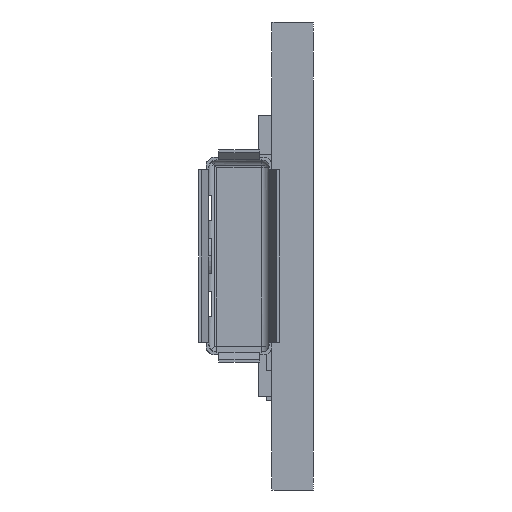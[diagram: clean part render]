
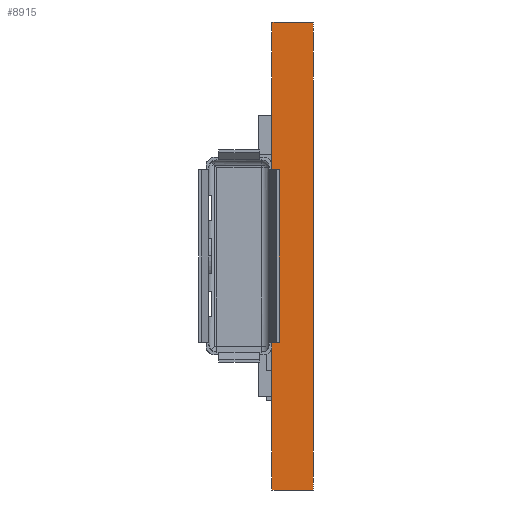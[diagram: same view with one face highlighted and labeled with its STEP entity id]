
A CAD part, left-side view. The second image highlights one B-rep face of the part: STEP entity #8915.
In plain terms, the highlighted planar face has unit normal (-1, 0, 0).
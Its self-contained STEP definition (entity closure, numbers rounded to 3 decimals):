
#830 = CARTESIAN_POINT ( 'NONE',  ( -17.78, -0.785, -8.89 ) ) ;
#983 = VECTOR ( 'NONE', #9858, 1000. ) ;
#1387 = LINE ( 'NONE', #5726, #6155 ) ;
#2285 = LINE ( 'NONE', #6348, #10079 ) ;
#2551 = EDGE_CURVE ( 'NONE', #11382, #15246, #13820, .T. ) ;
#2574 = VERTEX_POINT ( 'NONE', #5974 ) ;
#2894 = EDGE_CURVE ( 'NONE', #2574, #15246, #1387, .T. ) ;
#3888 = CARTESIAN_POINT ( 'NONE',  ( -17.78, 0.785, -8.89 ) ) ;
#4452 = DIRECTION ( 'NONE',  ( 0., -1., 0. ) ) ;
#5726 = CARTESIAN_POINT ( 'NONE',  ( -17.78, 0.785, 8.89 ) ) ;
#5757 = ORIENTED_EDGE ( 'NONE', *, *, #16550, .F. ) ;
#5974 = CARTESIAN_POINT ( 'NONE',  ( -17.78, 0.785, 8.89 ) ) ;
#6155 = VECTOR ( 'NONE', #4452, 1000. ) ;
#6348 = CARTESIAN_POINT ( 'NONE',  ( -17.78, 0.785, -8.89 ) ) ;
#7320 = DIRECTION ( 'NONE',  ( 1., 0., 0. ) ) ;
#7497 = DIRECTION ( 'NONE',  ( 0., 0., 1. ) ) ;
#7807 = ORIENTED_EDGE ( 'NONE', *, *, #15421, .T. ) ;
#8555 = PLANE ( 'NONE',  #13066 ) ;
#8915 = ADVANCED_FACE ( 'NONE', ( #10004 ), #8555, .F. ) ;
#9668 = CARTESIAN_POINT ( 'NONE',  ( -17.78, -0.785, -8.89 ) ) ;
#9858 = DIRECTION ( 'NONE',  ( 0., 0., 1. ) ) ;
#10004 = FACE_OUTER_BOUND ( 'NONE', #15012, .T. ) ;
#10079 = VECTOR ( 'NONE', #7497, 1000. ) ;
#11140 = CARTESIAN_POINT ( 'NONE',  ( -17.78, 0.785, -8.89 ) ) ;
#11286 = CARTESIAN_POINT ( 'NONE',  ( -17.78, 0.785, -8.89 ) ) ;
#11382 = VERTEX_POINT ( 'NONE', #9668 ) ;
#11854 = ORIENTED_EDGE ( 'NONE', *, *, #2894, .F. ) ;
#12048 = DIRECTION ( 'NONE',  ( 0., 0., -1. ) ) ;
#12275 = VERTEX_POINT ( 'NONE', #3888 ) ;
#12528 = VECTOR ( 'NONE', #15275, 1000. ) ;
#13066 = AXIS2_PLACEMENT_3D ( 'NONE', #11140, #7320, #12048 ) ;
#13603 = ORIENTED_EDGE ( 'NONE', *, *, #2551, .T. ) ;
#13820 = LINE ( 'NONE', #830, #983 ) ;
#15012 = EDGE_LOOP ( 'NONE', ( #13603, #11854, #5757, #7807 ) ) ;
#15246 = VERTEX_POINT ( 'NONE', #16167 ) ;
#15275 = DIRECTION ( 'NONE',  ( 0., -1., 0. ) ) ;
#15421 = EDGE_CURVE ( 'NONE', #12275, #11382, #15918, .T. ) ;
#15918 = LINE ( 'NONE', #11286, #12528 ) ;
#16167 = CARTESIAN_POINT ( 'NONE',  ( -17.78, -0.785, 8.89 ) ) ;
#16550 = EDGE_CURVE ( 'NONE', #12275, #2574, #2285, .T. ) ;
